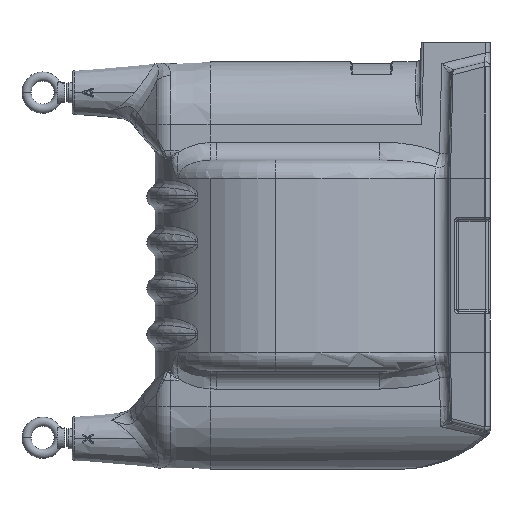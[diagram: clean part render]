
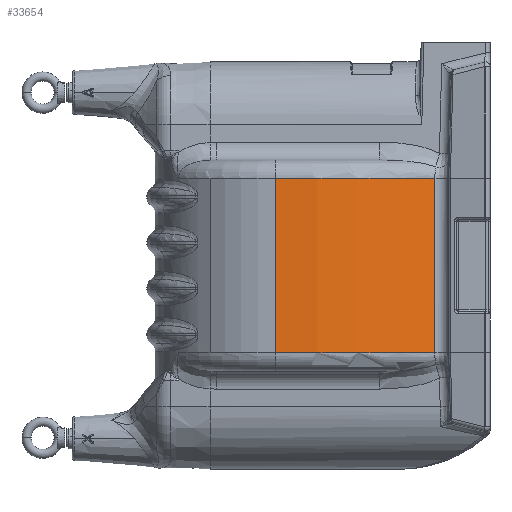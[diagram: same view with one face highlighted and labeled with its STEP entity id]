
A CAD part, left-side view. The second image highlights one B-rep face of the part: STEP entity #33654.
In plain terms, the highlighted cylindrical face has radius 343 mm (diameter 686 mm), a partial arc.
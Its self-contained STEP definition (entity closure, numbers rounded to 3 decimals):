
#1606 = EDGE_LOOP ( 'NONE', ( #21112, #21202, #21030, #21078, #21212, #21083 ) ) ;
#5376 = EDGE_CURVE ( 'NONE', #24609, #24633, #29298, .T. ) ;
#5394 = EDGE_CURVE ( 'NONE', #24607, #24609, #27976, .T. ) ;
#5416 = EDGE_CURVE ( 'NONE', #24631, #24633, #28022, .T. ) ;
#5417 = EDGE_CURVE ( 'NONE', #24607, #24975, #28019, .T. ) ;
#5427 = EDGE_CURVE ( 'NONE', #24631, #24981, #27995, .T. ) ;
#6358 = CARTESIAN_POINT ( 'NONE',  ( 212., 7., -95. ) ) ;
#6371 = DIRECTION ( 'NONE',  ( -1., 0., 0. ) ) ;
#6385 = DIRECTION ( 'NONE',  ( -1., 0., 0. ) ) ;
#6397 = DIRECTION ( 'NONE',  ( 0., 0., 1. ) ) ;
#6402 = CARTESIAN_POINT ( 'NONE',  ( 212., 7., 95. ) ) ;
#6412 = DIRECTION ( 'NONE',  ( 0., 0., -1. ) ) ;
#6476 = CARTESIAN_POINT ( 'NONE',  ( -131., 7., 115. ) ) ;
#6477 = DIRECTION ( 'NONE',  ( 0., 0., -1. ) ) ;
#8455 = CYLINDRICAL_SURFACE ( 'NONE', #9677, 343. ) ;
#8457 = FACE_OUTER_BOUND ( 'NONE', #1606, .T. ) ;
#9637 = CARTESIAN_POINT ( 'NONE',  ( 212., 7., -95. ) ) ;
#9677 = AXIS2_PLACEMENT_3D ( 'NONE', #12118, #12140, #12154 ) ;
#9838 = DIRECTION ( 'NONE',  ( 0., 0., -1. ) ) ;
#9849 = DIRECTION ( 'NONE',  ( -1., 0., 0. ) ) ;
#11300 = AXIS2_PLACEMENT_3D ( 'NONE', #9637, #9838, #9849 ) ;
#11708 = AXIS2_PLACEMENT_3D ( 'NONE', #6402, #6397, #6371 ) ;
#11732 = AXIS2_PLACEMENT_3D ( 'NONE', #6358, #6412, #6385 ) ;
#12118 = CARTESIAN_POINT ( 'NONE',  ( 212., 7., 115. ) ) ;
#12140 = DIRECTION ( 'NONE',  ( 0., 0., -1. ) ) ;
#12154 = DIRECTION ( 'NONE',  ( 1., 0., 0. ) ) ;
#13066 = CARTESIAN_POINT ( 'NONE',  ( -131., 7., -95. ) ) ;
#13077 = CARTESIAN_POINT ( 'NONE',  ( -83.732, -166.757, -95. ) ) ;
#13851 = CARTESIAN_POINT ( 'NONE',  ( -83.73, -166.76, -95. ) ) ;
#13861 = CARTESIAN_POINT ( 'NONE',  ( -131., 7., 95. ) ) ;
#13885 = CARTESIAN_POINT ( 'NONE',  ( -83.732, -166.757, 95. ) ) ;
#13886 = CARTESIAN_POINT ( 'NONE',  ( -83.73, -166.76, 95. ) ) ;
#14990 = EDGE_CURVE ( 'NONE', #24975, #24981, #18089, .T. ) ;
#18089 = CIRCLE ( 'NONE', #11300, 343. ) ;
#21030 = ORIENTED_EDGE ( 'NONE', *, *, #5376, .T. ) ;
#21078 = ORIENTED_EDGE ( 'NONE', *, *, #5416, .F. ) ;
#21083 = ORIENTED_EDGE ( 'NONE', *, *, #14990, .F. ) ;
#21112 = ORIENTED_EDGE ( 'NONE', *, *, #5417, .F. ) ;
#21202 = ORIENTED_EDGE ( 'NONE', *, *, #5394, .T. ) ;
#21212 = ORIENTED_EDGE ( 'NONE', *, *, #5427, .T. ) ;
#23805 = CARTESIAN_POINT ( 'NONE',  ( -83.731, -166.759, 95. ) ) ;
#23819 = CARTESIAN_POINT ( 'NONE',  ( -83.73, -166.76, 95. ) ) ;
#23832 = CARTESIAN_POINT ( 'NONE',  ( -83.732, -166.757, 95. ) ) ;
#23846 = CARTESIAN_POINT ( 'NONE',  ( -83.731, -166.758, 95. ) ) ;
#24010 = DIRECTION ( 'NONE',  ( 0., 0., 1. ) ) ;
#24024 = CARTESIAN_POINT ( 'NONE',  ( -83.73, -166.76, 115. ) ) ;
#24607 = VERTEX_POINT ( 'NONE', #13851 ) ;
#24609 = VERTEX_POINT ( 'NONE', #13886 ) ;
#24631 = VERTEX_POINT ( 'NONE', #13861 ) ;
#24633 = VERTEX_POINT ( 'NONE', #13885 ) ;
#24975 = VERTEX_POINT ( 'NONE', #13077 ) ;
#24981 = VERTEX_POINT ( 'NONE', #13066 ) ;
#27976 = LINE ( 'NONE', #24024, #27982 ) ;
#27982 = VECTOR ( 'NONE', #24010, 1000. ) ;
#27995 = LINE ( 'NONE', #6476, #27996 ) ;
#27996 = VECTOR ( 'NONE', #6477, 1000. ) ;
#28019 = CIRCLE ( 'NONE', #11732, 343. ) ;
#28022 = CIRCLE ( 'NONE', #11708, 343. ) ;
#29298 = B_SPLINE_CURVE_WITH_KNOTS ( 'NONE', 3,
 ( #23819, #23805, #23846, #23832 ),
 .UNSPECIFIED., .F., .F.,
 ( 4, 4 ),
 ( 0.02, 0.02 ),
 .UNSPECIFIED. ) ;
#33654 = ADVANCED_FACE ( 'NONE', ( #8457 ), #8455, .T. ) ;
